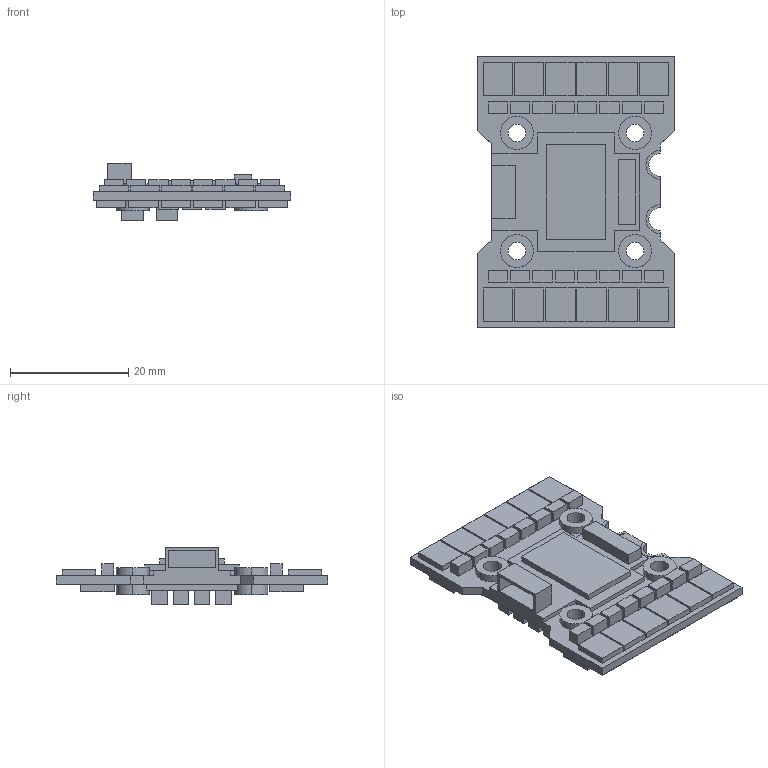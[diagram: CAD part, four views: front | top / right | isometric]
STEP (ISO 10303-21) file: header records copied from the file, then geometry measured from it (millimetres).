
FILE_DESCRIPTION (( 'STEP AP203' ), '1' );
FILE_NAME ('Lumenier_ESC.STEP', '2023-08-19T02:30:17', ( '' ), ( '' ), 'SwSTEP 2.0', 'SolidWorks 2023', '' );
FILE_SCHEMA (( 'CONFIG_CONTROL_DESIGN' ));
Length unit declared in the file: millimetre
Products named in the file (1): Lumenier_ESC
Bounding box: 33.47 x 46 x 9.8 mm (x, y, z)
Volume: 4424.8 mm3; surface area: 5184.9 mm2
Topology: 1 solids, 1 shells, 445 faces, 1095 edges, 730 vertices
Faces by surface type: plane 412, cylinder 33
Entity records: 13012 total; most frequent: CARTESIAN_POINT 2271, ORIENTED_EDGE 2190, DIRECTION 2057, EDGE_CURVE 1095, VECTOR 1025, LINE 1025, VERTEX_POINT 730, EDGE_LOOP 531
